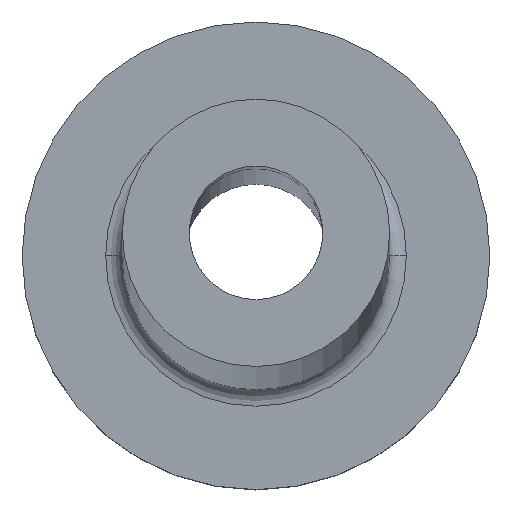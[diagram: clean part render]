
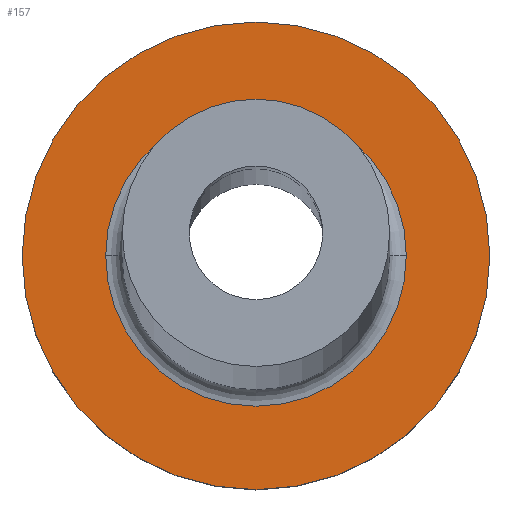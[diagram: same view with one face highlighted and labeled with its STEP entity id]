
A CAD part, top view. The second image highlights one B-rep face of the part: STEP entity #157.
In plain terms, the highlighted planar face has unit normal (0, 0, 1).
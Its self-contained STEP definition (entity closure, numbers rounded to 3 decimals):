
#15 = AXIS2_PLACEMENT_3D ( 'NONE', #271, #201, #278 ) ;
#18 = ORIENTED_EDGE ( 'NONE', *, *, #21, .T. ) ;
#21 = EDGE_CURVE ( 'NONE', #312, #167, #282, .T. ) ;
#25 = EDGE_CURVE ( 'NONE', #292, #51, #329, .T. ) ;
#38 = PLANE ( 'NONE',  #437 ) ;
#45 = CARTESIAN_POINT ( 'NONE',  ( 0., 0., 5. ) ) ;
#50 = CARTESIAN_POINT ( 'NONE',  ( -4.5, 0., 5. ) ) ;
#51 = VERTEX_POINT ( 'NONE', #208 ) ;
#62 = CIRCLE ( 'NONE', #383, 7. ) ;
#96 = DIRECTION ( 'NONE',  ( 1., 0., 0. ) ) ;
#112 = CARTESIAN_POINT ( 'NONE',  ( 4.5, 0., 5. ) ) ;
#113 = AXIS2_PLACEMENT_3D ( 'NONE', #185, #150, #142 ) ;
#127 = EDGE_CURVE ( 'NONE', #167, #312, #316, .T. ) ;
#131 = ORIENTED_EDGE ( 'NONE', *, *, #334, .T. ) ;
#142 = DIRECTION ( 'NONE',  ( 1., 0., 0. ) ) ;
#149 = DIRECTION ( 'NONE',  ( 1., 0., 0. ) ) ;
#150 = DIRECTION ( 'NONE',  ( 0., 0., -1. ) ) ;
#153 = CARTESIAN_POINT ( 'NONE',  ( 7., 0., 5. ) ) ;
#157 = ADVANCED_FACE ( 'NONE', ( #254, #214 ), #38, .T. ) ;
#160 = DIRECTION ( 'NONE',  ( 1., 0., 0. ) ) ;
#167 = VERTEX_POINT ( 'NONE', #112 ) ;
#177 = CARTESIAN_POINT ( 'NONE',  ( 0., 0., 5. ) ) ;
#185 = CARTESIAN_POINT ( 'NONE',  ( 0., 0., 5. ) ) ;
#201 = DIRECTION ( 'NONE',  ( 0., 0., -1. ) ) ;
#203 = ORIENTED_EDGE ( 'NONE', *, *, #127, .T. ) ;
#208 = CARTESIAN_POINT ( 'NONE',  ( -7., 0., 5. ) ) ;
#214 = FACE_OUTER_BOUND ( 'NONE', #239, .T. ) ;
#221 = ORIENTED_EDGE ( 'NONE', *, *, #25, .T. ) ;
#239 = EDGE_LOOP ( 'NONE', ( #131, #221 ) ) ;
#244 = CARTESIAN_POINT ( 'NONE',  ( 0., 0., 5. ) ) ;
#254 = FACE_BOUND ( 'NONE', #377, .T. ) ;
#259 = DIRECTION ( 'NONE',  ( 0., 0., 1. ) ) ;
#271 = CARTESIAN_POINT ( 'NONE',  ( 0., 0., 5. ) ) ;
#278 = DIRECTION ( 'NONE',  ( 1., 0., 0. ) ) ;
#282 = CIRCLE ( 'NONE', #15, 4.5 ) ;
#292 = VERTEX_POINT ( 'NONE', #153 ) ;
#312 = VERTEX_POINT ( 'NONE', #50 ) ;
#316 = CIRCLE ( 'NONE', #113, 4.5 ) ;
#329 = CIRCLE ( 'NONE', #349, 7. ) ;
#334 = EDGE_CURVE ( 'NONE', #51, #292, #62, .T. ) ;
#335 = DIRECTION ( 'NONE',  ( 0., 0., 1. ) ) ;
#349 = AXIS2_PLACEMENT_3D ( 'NONE', #244, #386, #96 ) ;
#377 = EDGE_LOOP ( 'NONE', ( #203, #18 ) ) ;
#383 = AXIS2_PLACEMENT_3D ( 'NONE', #45, #335, #160 ) ;
#386 = DIRECTION ( 'NONE',  ( 0., 0., 1. ) ) ;
#437 = AXIS2_PLACEMENT_3D ( 'NONE', #177, #259, #149 ) ;
